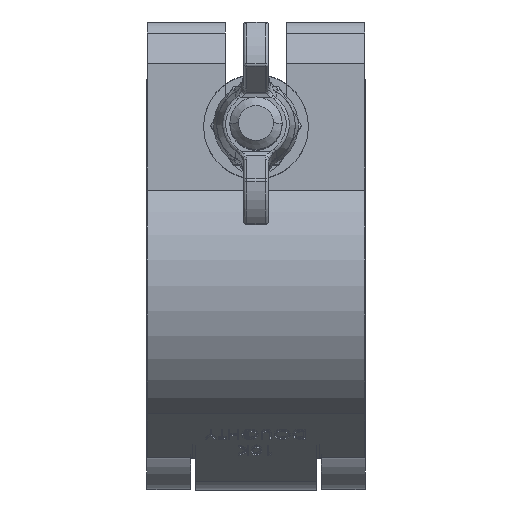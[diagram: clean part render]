
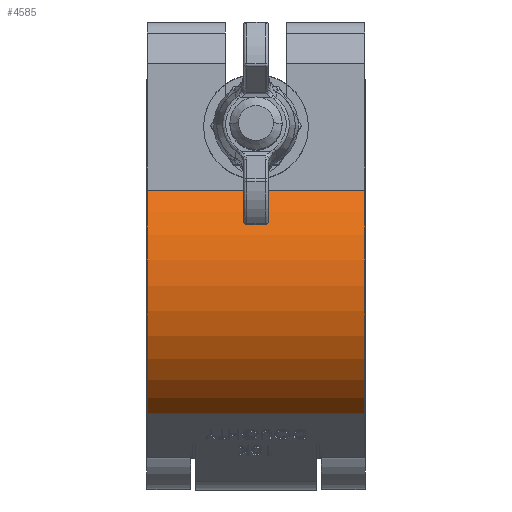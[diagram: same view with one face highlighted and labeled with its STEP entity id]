
A CAD part, left-side view. The second image highlights one B-rep face of the part: STEP entity #4585.
In plain terms, the highlighted cylindrical face has radius 35.4 mm (diameter 70.8 mm), a partial arc.
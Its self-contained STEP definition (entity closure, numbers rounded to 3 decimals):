
#997 = AXIS2_PLACEMENT_3D ( 'NONE', #17040, #1076, #9082 ) ;
#1076 = DIRECTION ( 'NONE',  ( 0., 0., 1. ) ) ;
#1335 = CARTESIAN_POINT ( 'NONE',  ( 16.54, 43.218, 24.95 ) ) ;
#2300 = DIRECTION ( 'NONE',  ( 0., 0., 1. ) ) ;
#3112 = LINE ( 'NONE', #4891, #7515 ) ;
#3971 = CARTESIAN_POINT ( 'NONE',  ( 67.5, 54.04, 24.95 ) ) ;
#4205 = DIRECTION ( 'NONE',  ( 0., 0., -1. ) ) ;
#4585 = ADVANCED_FACE ( 'NONE', ( #13830 ), #11130, .T. ) ;
#4656 = ORIENTED_EDGE ( 'NONE', *, *, #8954, .F. ) ;
#4891 = CARTESIAN_POINT ( 'NONE',  ( 16.54, 43.218, 24.95 ) ) ;
#5414 = CARTESIAN_POINT ( 'NONE',  ( 67.5, 54.04, -24.95 ) ) ;
#5630 = CARTESIAN_POINT ( 'NONE',  ( 47., 25.18, 24.95 ) ) ;
#5786 = ORIENTED_EDGE ( 'NONE', *, *, #9472, .T. ) ;
#6636 = DIRECTION ( 'NONE',  ( 0., 0., -1. ) ) ;
#6734 = AXIS2_PLACEMENT_3D ( 'NONE', #5630, #4205, #16355 ) ;
#6856 = CIRCLE ( 'NONE', #7380, 35.4 ) ;
#6941 = LINE ( 'NONE', #3971, #14661 ) ;
#7380 = AXIS2_PLACEMENT_3D ( 'NONE', #12074, #2300, #11631 ) ;
#7515 = VECTOR ( 'NONE', #8664, 1000. ) ;
#8058 = VERTEX_POINT ( 'NONE', #1335 ) ;
#8121 = VERTEX_POINT ( 'NONE', #13743 ) ;
#8578 = ORIENTED_EDGE ( 'NONE', *, *, #13185, .F. ) ;
#8633 = VERTEX_POINT ( 'NONE', #5414 ) ;
#8664 = DIRECTION ( 'NONE',  ( 0., 0., -1. ) ) ;
#8954 = EDGE_CURVE ( 'NONE', #8058, #16803, #3112, .T. ) ;
#9082 = DIRECTION ( 'NONE',  ( 1., 0., 0. ) ) ;
#9308 = CIRCLE ( 'NONE', #997, 35.4 ) ;
#9472 = EDGE_CURVE ( 'NONE', #8633, #16803, #6856, .T. ) ;
#11069 = CARTESIAN_POINT ( 'NONE',  ( 16.54, 43.218, -24.95 ) ) ;
#11130 = CYLINDRICAL_SURFACE ( 'NONE', #6734, 35.4 ) ;
#11631 = DIRECTION ( 'NONE',  ( 1., 0., 0. ) ) ;
#12074 = CARTESIAN_POINT ( 'NONE',  ( 47., 25.18, -24.95 ) ) ;
#12691 = ORIENTED_EDGE ( 'NONE', *, *, #17106, .T. ) ;
#13185 = EDGE_CURVE ( 'NONE', #8121, #8058, #9308, .T. ) ;
#13743 = CARTESIAN_POINT ( 'NONE',  ( 67.5, 54.04, 24.95 ) ) ;
#13830 = FACE_OUTER_BOUND ( 'NONE', #14390, .T. ) ;
#14390 = EDGE_LOOP ( 'NONE', ( #5786, #4656, #8578, #12691 ) ) ;
#14661 = VECTOR ( 'NONE', #6636, 1000. ) ;
#16355 = DIRECTION ( 'NONE',  ( -1., 0., 0. ) ) ;
#16803 = VERTEX_POINT ( 'NONE', #11069 ) ;
#17040 = CARTESIAN_POINT ( 'NONE',  ( 47., 25.18, 24.95 ) ) ;
#17106 = EDGE_CURVE ( 'NONE', #8121, #8633, #6941, .T. ) ;
